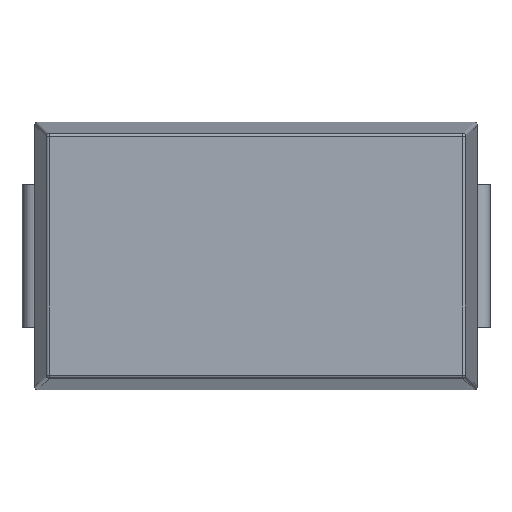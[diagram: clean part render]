
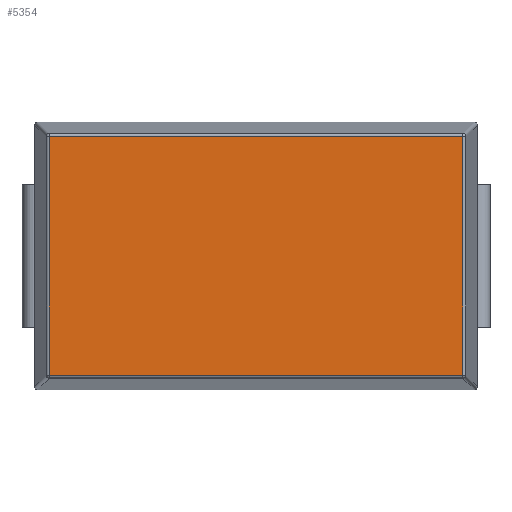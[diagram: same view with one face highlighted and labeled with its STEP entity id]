
A CAD part, top view. The second image highlights one B-rep face of the part: STEP entity #5354.
In plain terms, the highlighted planar face has unit normal (0, 0, 1).
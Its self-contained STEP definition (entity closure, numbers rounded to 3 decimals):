
#4513 = CYLINDRICAL_SURFACE('',#4514,0.05);
#4514 = AXIS2_PLACEMENT_3D('',#4515,#4516,#4517);
#4515 = CARTESIAN_POINT('',(0.202,0.247,4.));
#4516 = DIRECTION('',(1.,0.,0.));
#4517 = DIRECTION('',(0.,-0.995,0.105));
#4777 = CYLINDRICAL_SURFACE('',#4778,0.05);
#4778 = AXIS2_PLACEMENT_3D('',#4779,#4780,#4781);
#4779 = CARTESIAN_POINT('',(0.202,4.353,4.));
#4780 = DIRECTION('',(1.,0.,0.));
#4781 = DIRECTION('',(0.,0.995,0.105));
#4956 = VERTEX_POINT('',#4957);
#4957 = CARTESIAN_POINT('',(0.247,0.247,4.05));
#4979 = EDGE_CURVE('',#4956,#4980,#4982,.T.);
#4980 = VERTEX_POINT('',#4981);
#4981 = CARTESIAN_POINT('',(7.353,0.247,4.05));
#4982 = SURFACE_CURVE('',#4983,(#4987,#4994),.PCURVE_S1.);
#4983 = LINE('',#4984,#4985);
#4984 = CARTESIAN_POINT('',(0.202,0.247,4.05));
#4985 = VECTOR('',#4986,1.);
#4986 = DIRECTION('',(1.,0.,0.));
#4987 = PCURVE('',#4513,#4988);
#4988 = DEFINITIONAL_REPRESENTATION('',(#4989),#4993);
#4989 = LINE('',#4990,#4991);
#4990 = CARTESIAN_POINT('',(-1.466,0.));
#4991 = VECTOR('',#4992,1.);
#4992 = DIRECTION('',(0.,1.));
#4993 = ( GEOMETRIC_REPRESENTATION_CONTEXT(2) 
PARAMETRIC_REPRESENTATION_CONTEXT() REPRESENTATION_CONTEXT('2D SPACE',''
  ) );
#4994 = PCURVE('',#4995,#5000);
#4995 = PLANE('',#4996);
#4996 = AXIS2_PLACEMENT_3D('',#4997,#4998,#4999);
#4997 = CARTESIAN_POINT('',(0.,0.,4.05));
#4998 = DIRECTION('',(0.,0.,1.));
#4999 = DIRECTION('',(1.,0.,0.));
#5000 = DEFINITIONAL_REPRESENTATION('',(#5001),#5005);
#5001 = LINE('',#5002,#5003);
#5002 = CARTESIAN_POINT('',(0.202,0.247));
#5003 = VECTOR('',#5004,1.);
#5004 = DIRECTION('',(1.,0.));
#5005 = ( GEOMETRIC_REPRESENTATION_CONTEXT(2) 
PARAMETRIC_REPRESENTATION_CONTEXT() REPRESENTATION_CONTEXT('2D SPACE',''
  ) );
#5051 = CYLINDRICAL_SURFACE('',#5052,0.05);
#5052 = AXIS2_PLACEMENT_3D('',#5053,#5054,#5055);
#5053 = CARTESIAN_POINT('',(0.247,0.202,4.));
#5054 = DIRECTION('',(0.,1.,0.));
#5055 = DIRECTION('',(-0.995,0.,0.105));
#5188 = VERTEX_POINT('',#5189);
#5189 = CARTESIAN_POINT('',(0.247,4.353,4.05));
#5211 = EDGE_CURVE('',#5188,#5212,#5214,.T.);
#5212 = VERTEX_POINT('',#5213);
#5213 = CARTESIAN_POINT('',(7.353,4.353,4.05));
#5214 = SURFACE_CURVE('',#5215,(#5219,#5226),.PCURVE_S1.);
#5215 = LINE('',#5216,#5217);
#5216 = CARTESIAN_POINT('',(0.202,4.353,4.05));
#5217 = VECTOR('',#5218,1.);
#5218 = DIRECTION('',(1.,0.,0.));
#5219 = PCURVE('',#4777,#5220);
#5220 = DEFINITIONAL_REPRESENTATION('',(#5221),#5225);
#5221 = LINE('',#5222,#5223);
#5222 = CARTESIAN_POINT('',(1.466,0.));
#5223 = VECTOR('',#5224,1.);
#5224 = DIRECTION('',(0.,1.));
#5225 = ( GEOMETRIC_REPRESENTATION_CONTEXT(2) 
PARAMETRIC_REPRESENTATION_CONTEXT() REPRESENTATION_CONTEXT('2D SPACE',''
  ) );
#5226 = PCURVE('',#4995,#5227);
#5227 = DEFINITIONAL_REPRESENTATION('',(#5228),#5232);
#5228 = LINE('',#5229,#5230);
#5229 = CARTESIAN_POINT('',(0.202,4.353));
#5230 = VECTOR('',#5231,1.);
#5231 = DIRECTION('',(1.,0.));
#5232 = ( GEOMETRIC_REPRESENTATION_CONTEXT(2) 
PARAMETRIC_REPRESENTATION_CONTEXT() REPRESENTATION_CONTEXT('2D SPACE',''
  ) );
#5276 = CYLINDRICAL_SURFACE('',#5277,0.05);
#5277 = AXIS2_PLACEMENT_3D('',#5278,#5279,#5280);
#5278 = CARTESIAN_POINT('',(7.353,0.202,4.));
#5279 = DIRECTION('',(0.,1.,0.));
#5280 = DIRECTION('',(0.995,0.,0.105));
#5354 = ADVANCED_FACE('',(#5355),#4995,.T.);
#5355 = FACE_BOUND('',#5356,.T.);
#5356 = EDGE_LOOP('',(#5357,#5378,#5379,#5400));
#5357 = ORIENTED_EDGE('',*,*,#5358,.F.);
#5358 = EDGE_CURVE('',#4956,#5188,#5359,.T.);
#5359 = SURFACE_CURVE('',#5360,(#5364,#5371),.PCURVE_S1.);
#5360 = LINE('',#5361,#5362);
#5361 = CARTESIAN_POINT('',(0.247,0.202,4.05));
#5362 = VECTOR('',#5363,1.);
#5363 = DIRECTION('',(0.,1.,0.));
#5364 = PCURVE('',#4995,#5365);
#5365 = DEFINITIONAL_REPRESENTATION('',(#5366),#5370);
#5366 = LINE('',#5367,#5368);
#5367 = CARTESIAN_POINT('',(0.247,0.202));
#5368 = VECTOR('',#5369,1.);
#5369 = DIRECTION('',(0.,1.));
#5370 = ( GEOMETRIC_REPRESENTATION_CONTEXT(2) 
PARAMETRIC_REPRESENTATION_CONTEXT() REPRESENTATION_CONTEXT('2D SPACE',''
  ) );
#5371 = PCURVE('',#5051,#5372);
#5372 = DEFINITIONAL_REPRESENTATION('',(#5373),#5377);
#5373 = LINE('',#5374,#5375);
#5374 = CARTESIAN_POINT('',(1.466,0.));
#5375 = VECTOR('',#5376,1.);
#5376 = DIRECTION('',(0.,1.));
#5377 = ( GEOMETRIC_REPRESENTATION_CONTEXT(2) 
PARAMETRIC_REPRESENTATION_CONTEXT() REPRESENTATION_CONTEXT('2D SPACE',''
  ) );
#5378 = ORIENTED_EDGE('',*,*,#4979,.T.);
#5379 = ORIENTED_EDGE('',*,*,#5380,.T.);
#5380 = EDGE_CURVE('',#4980,#5212,#5381,.T.);
#5381 = SURFACE_CURVE('',#5382,(#5386,#5393),.PCURVE_S1.);
#5382 = LINE('',#5383,#5384);
#5383 = CARTESIAN_POINT('',(7.353,0.202,4.05));
#5384 = VECTOR('',#5385,1.);
#5385 = DIRECTION('',(0.,1.,0.));
#5386 = PCURVE('',#4995,#5387);
#5387 = DEFINITIONAL_REPRESENTATION('',(#5388),#5392);
#5388 = LINE('',#5389,#5390);
#5389 = CARTESIAN_POINT('',(7.353,0.202));
#5390 = VECTOR('',#5391,1.);
#5391 = DIRECTION('',(0.,1.));
#5392 = ( GEOMETRIC_REPRESENTATION_CONTEXT(2) 
PARAMETRIC_REPRESENTATION_CONTEXT() REPRESENTATION_CONTEXT('2D SPACE',''
  ) );
#5393 = PCURVE('',#5276,#5394);
#5394 = DEFINITIONAL_REPRESENTATION('',(#5395),#5399);
#5395 = LINE('',#5396,#5397);
#5396 = CARTESIAN_POINT('',(-1.466,0.));
#5397 = VECTOR('',#5398,1.);
#5398 = DIRECTION('',(0.,1.));
#5399 = ( GEOMETRIC_REPRESENTATION_CONTEXT(2) 
PARAMETRIC_REPRESENTATION_CONTEXT() REPRESENTATION_CONTEXT('2D SPACE',''
  ) );
#5400 = ORIENTED_EDGE('',*,*,#5211,.F.);
